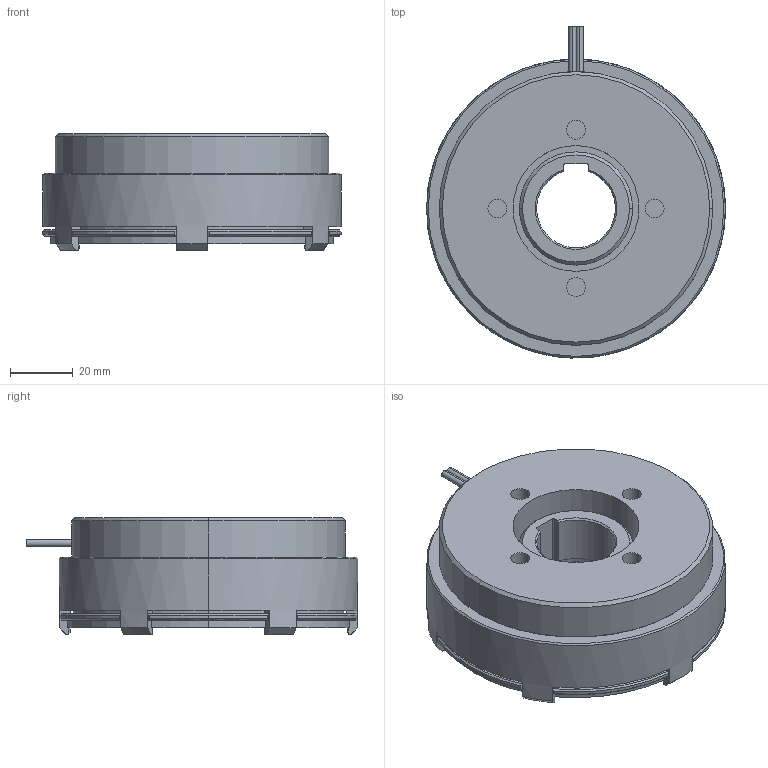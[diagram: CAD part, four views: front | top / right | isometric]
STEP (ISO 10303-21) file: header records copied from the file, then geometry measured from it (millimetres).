
FILE_DESCRIPTION (( 'STEP AP203' ), '1' );
FILE_NAME ('MWB 2.5_23124200.STEP', '2016-06-15T06:15:37', ( ' ' ), ( '' ), 'SwSTEP 2.0', 'SolidWorks 2009', '' );
FILE_SCHEMA (( 'CONFIG_CONTROL_DESIGN' ));
Length unit declared in the file: millimetre
Products named in the file (1): MWB 2.5_23124200
Bounding box: 95 x 105.5 x 37 mm (x, y, z)
Volume: 197087.5 mm3; surface area: 38686.3 mm2
Topology: 1 solids, 2 shells, 266 faces, 711 edges, 457 vertices
Faces by surface type: plane 121, cylinder 87, cone 58
Entity records: 8963 total; most frequent: CARTESIAN_POINT 2269, ORIENTED_EDGE 1422, DIRECTION 1340, EDGE_CURVE 711, AXIS2_PLACEMENT_3D 482, VERTEX_POINT 457, VECTOR 376, LINE 376
